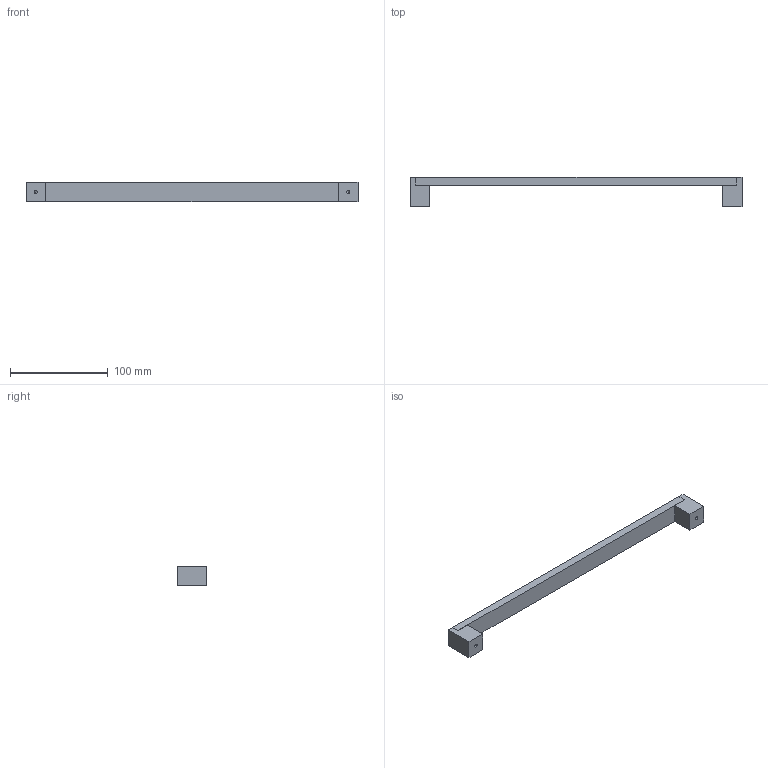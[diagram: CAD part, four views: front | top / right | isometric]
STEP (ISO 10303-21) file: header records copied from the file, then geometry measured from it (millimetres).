
FILE_DESCRIPTION (( 'STEP AP214' ), '1' );
FILE_NAME ('F0025621,F002568,F002574_3D.step', '2022-06-10T07:03:01', ( '' ), ( '' ), 'SwSTEP 2.0', 'SolidWorks 2020', '' );
FILE_SCHEMA (( 'AUTOMOTIVE_DESIGN' ));
Length unit declared in the file: millimetre
Products named in the file (1): F0025621,F002568,F002574_3D
Bounding box: 340 x 30 x 20 mm (x, y, z)
Volume: 71797.6 mm3; surface area: 24881.3 mm2
Topology: 3 solids, 3 shells, 30 faces, 68 edges, 42 vertices
Faces by surface type: plane 22, cylinder 4, cone 4
Entity records: 896 total; most frequent: CARTESIAN_POINT 137, DIRECTION 134, ORIENTED_EDGE 128, EDGE_CURVE 64, VECTOR 56, LINE 56, VERTEX_POINT 42, AXIS2_PLACEMENT_3D 39
